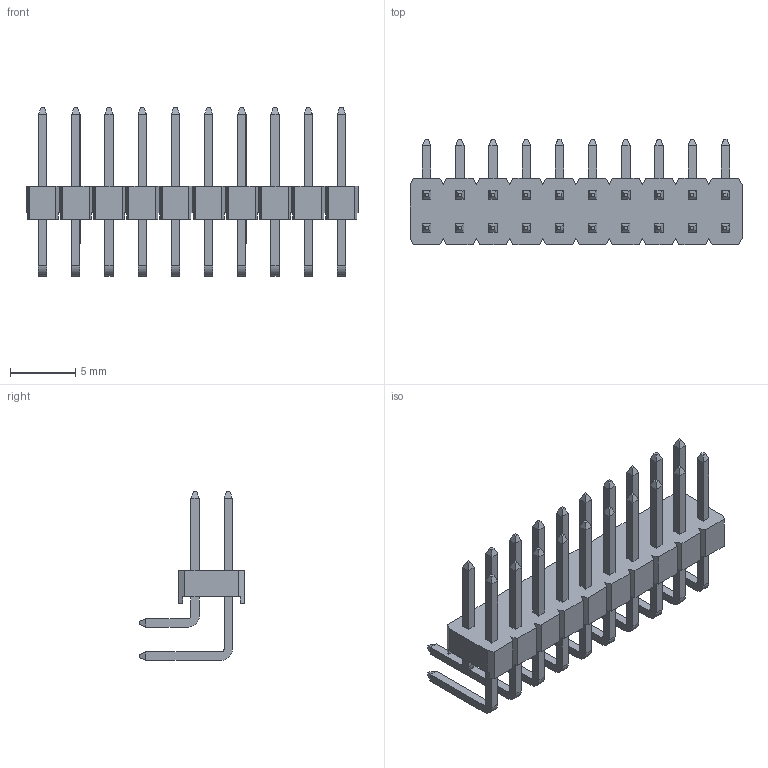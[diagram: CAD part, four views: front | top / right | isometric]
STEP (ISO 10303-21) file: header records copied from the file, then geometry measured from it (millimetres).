
FILE_DESCRIPTION(('STEP AP214'),'1');
FILE_NAME('61302021021.stp','2016-05-28T12:57:05',('TraceParts'),('TraceParts S.A.'),'Spatial InterOp 3D',' ',' ');
FILE_SCHEMA(('automotive_design'));
Length unit declared in the file: millimetre
Products named in the file (21): Assem1|NAUO1#6130xx21021_PIN;6130xx21021_PIN; Assem1|NAUO2#6130xx21021_PIN;6130xx21021_PIN; Assem1|NAUO3#6130xx21021_PIN;6130xx21021_PIN; Assem1|NAUO4#6130xx21021_PIN;6130xx21021_PIN; Assem1|NAUO5#6130xx21021_PIN;6130xx21021_PIN; Assem1|NAUO6#6130xx21021_PIN;6130xx21021_PIN; Assem1|NAUO7#6130xx21021_PIN;6130xx21021_PIN; Assem1|NAUO8#6130xx21021_PIN;6130xx21021_PIN; Assem1|NAUO9#6130xx21021_PIN;6130xx21021_PIN; Assem1|NAUO10#6130xx21021_PIN;6130xx21021_PIN; Assem1|NAUO11#6130xx21021_PIN_G;6130xx21021_PIN_G; Assem1|NAUO12#6130xx21021_PIN_G;6130xx21021_PIN_G; Assem1|NAUO13#6130xx21021_PIN_G;6130xx21021_PIN_G; Assem1|NAUO14#6130xx21021_PIN_G;6130xx21021_PIN_G; Assem1|NAUO15#6130xx21021_PIN_G;6130xx21021_PIN_G; Assem1|NAUO16#6130xx21021_PIN_G;6130xx21021_PIN_G; Assem1|NAUO17#6130xx21021_PIN_G;6130xx21021_PIN_G; Assem1|NAUO18#6130xx21021_PIN_G;6130xx21021_PIN_G; Assem1|NAUO19#6130xx21021_PIN_G;6130xx21021_PIN_G; Assem1|NAUO20#6130xx21021_PIN_G;6130xx21021_PIN_G; Assem1|NAUO21#61302021021;61302021021
Bounding box: 25.4 x 8.08 x 12.9 mm (x, y, z)
Volume: 381.1 mm3; surface area: 1378.7 mm2
Topology: 21 solids, 21 shells, 544 faces, 1346 edges, 844 vertices
Faces by surface type: plane 504, cylinder 40
Entity records: 20378 total; most frequent: CARTESIAN_POINT 2755, ORIENTED_EDGE 2692, DIRECTION 2556, EDGE_CURVE 1346, LINE 1266, VECTOR 1266, VERTEX_POINT 844, AXIS2_PLACEMENT_3D 645
